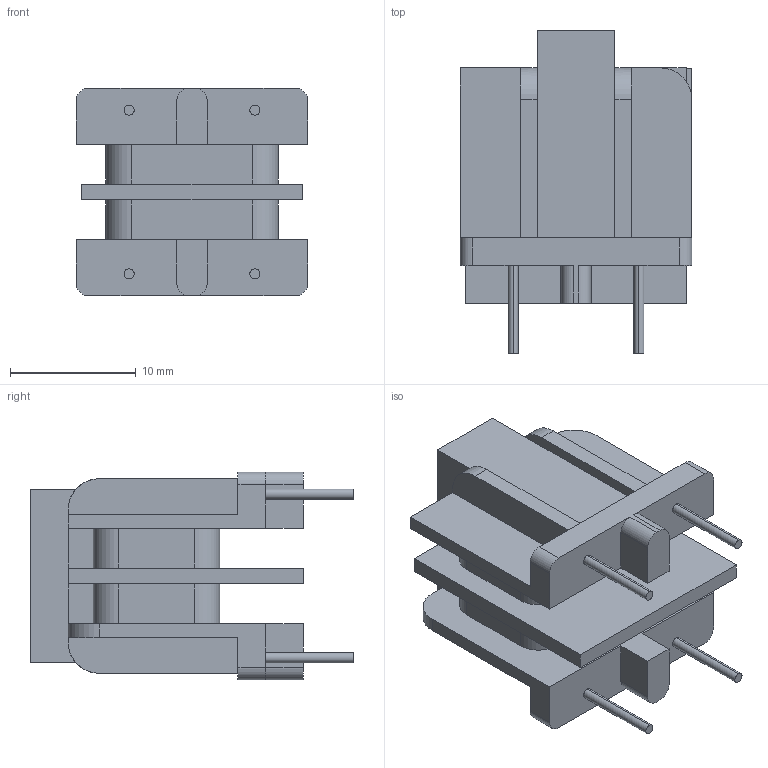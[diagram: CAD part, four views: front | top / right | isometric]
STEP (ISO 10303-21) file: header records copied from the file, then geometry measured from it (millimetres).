
FILE_DESCRIPTION (( 'STEP AP214' ), '1' );
FILE_NAME ('User Library-PMCU-0330.STEP', '2014-01-14T12:36:01', ( 'Windows User' ), ( '' ), 'SwSTEP 2.0', 'SolidWorks 2014', '' );
FILE_SCHEMA (( 'AUTOMOTIVE_DESIGN' ));
Length unit declared in the file: millimetre
Products named in the file (1): User Library-PMCU-0330
Bounding box: 18.4 x 25.7 x 16.5 mm (x, y, z)
Volume: 3130.9 mm3; surface area: 2464.1 mm2
Topology: 1 solids, 1 shells, 96 faces, 266 edges, 176 vertices
Faces by surface type: plane 66, cylinder 30
Entity records: 3481 total; most frequent: CARTESIAN_POINT 539, ORIENTED_EDGE 532, DIRECTION 524, EDGE_CURVE 266, LINE 202, VECTOR 202, VERTEX_POINT 176, AXIS2_PLACEMENT_3D 161
